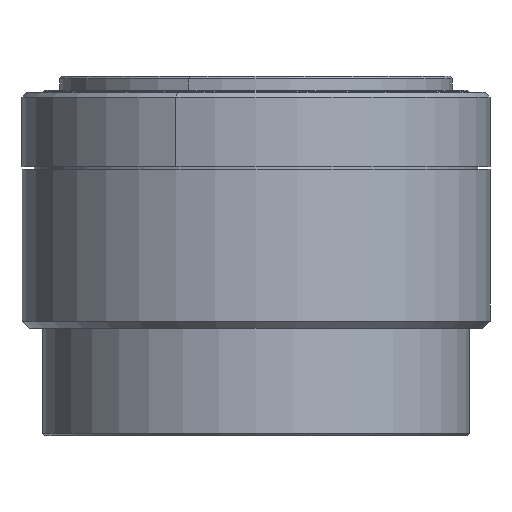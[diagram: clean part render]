
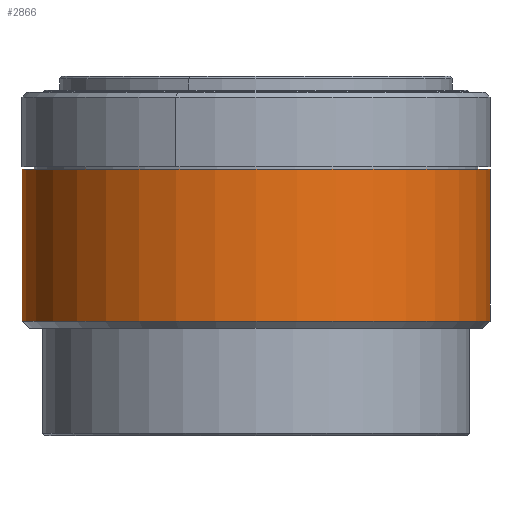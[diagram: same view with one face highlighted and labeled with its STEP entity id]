
A CAD part, front view. The second image highlights one B-rep face of the part: STEP entity #2866.
In plain terms, the highlighted cylindrical face has radius 50.05 mm (diameter 100.1 mm), a partial arc.
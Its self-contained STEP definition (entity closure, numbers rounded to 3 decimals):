
#130 = DIRECTION ( 'NONE',  ( 0., 0., 1. ) ) ;
#195 = DIRECTION ( 'NONE',  ( 0., 0., 1. ) ) ;
#205 = EDGE_CURVE ( 'NONE', #5154, #4735, #6739, .T. ) ;
#628 = AXIS2_PLACEMENT_3D ( 'NONE', #2296, #5573, #1708 ) ;
#692 = ORIENTED_EDGE ( 'NONE', *, *, #2512, .T. ) ;
#769 = CYLINDRICAL_SURFACE ( 'NONE', #4457, 50.05 ) ;
#783 = CIRCLE ( 'NONE', #2924, 50.05 ) ;
#1294 = FACE_OUTER_BOUND ( 'NONE', #3975, .T. ) ;
#1563 = VECTOR ( 'NONE', #3180, 1000. ) ;
#1708 = DIRECTION ( 'NONE',  ( 1., 0., 0. ) ) ;
#2165 = CARTESIAN_POINT ( 'NONE',  ( 50.05, 0., -23.5 ) ) ;
#2259 = DIRECTION ( 'NONE',  ( 0., 0., 1. ) ) ;
#2296 = CARTESIAN_POINT ( 'NONE',  ( 0., 0., 9. ) ) ;
#2342 = ORIENTED_EDGE ( 'NONE', *, *, #2685, .F. ) ;
#2512 = EDGE_CURVE ( 'NONE', #6960, #4735, #5994, .T. ) ;
#2685 = EDGE_CURVE ( 'NONE', #5309, #5154, #6231, .T. ) ;
#2866 = ADVANCED_FACE ( 'NONE', ( #1294 ), #769, .T. ) ;
#2924 = AXIS2_PLACEMENT_3D ( 'NONE', #3470, #130, #4025 ) ;
#3180 = DIRECTION ( 'NONE',  ( 0., 0., 1. ) ) ;
#3268 = CARTESIAN_POINT ( 'NONE',  ( -50.05, 0., 9. ) ) ;
#3427 = CARTESIAN_POINT ( 'NONE',  ( -50.05, 0., -23.5 ) ) ;
#3470 = CARTESIAN_POINT ( 'NONE',  ( 0., 0., -23.5 ) ) ;
#3975 = EDGE_LOOP ( 'NONE', ( #2342, #7104, #692, #4222 ) ) ;
#4025 = DIRECTION ( 'NONE',  ( 1., 0., 0. ) ) ;
#4074 = DIRECTION ( 'NONE',  ( 1., 0., 0. ) ) ;
#4222 = ORIENTED_EDGE ( 'NONE', *, *, #205, .F. ) ;
#4457 = AXIS2_PLACEMENT_3D ( 'NONE', #5143, #195, #4074 ) ;
#4735 = VERTEX_POINT ( 'NONE', #5845 ) ;
#4770 = VECTOR ( 'NONE', #2259, 1000. ) ;
#5143 = CARTESIAN_POINT ( 'NONE',  ( 0., 0., -189.563 ) ) ;
#5154 = VERTEX_POINT ( 'NONE', #3268 ) ;
#5309 = VERTEX_POINT ( 'NONE', #3427 ) ;
#5338 = EDGE_CURVE ( 'NONE', #5309, #6960, #783, .T. ) ;
#5573 = DIRECTION ( 'NONE',  ( 0., 0., 1. ) ) ;
#5845 = CARTESIAN_POINT ( 'NONE',  ( 50.05, 0., 9. ) ) ;
#5994 = LINE ( 'NONE', #7007, #1563 ) ;
#6231 = LINE ( 'NONE', #6597, #4770 ) ;
#6597 = CARTESIAN_POINT ( 'NONE',  ( -50.05, 0., -189.563 ) ) ;
#6739 = CIRCLE ( 'NONE', #628, 50.05 ) ;
#6960 = VERTEX_POINT ( 'NONE', #2165 ) ;
#7007 = CARTESIAN_POINT ( 'NONE',  ( 50.05, 0., -189.563 ) ) ;
#7104 = ORIENTED_EDGE ( 'NONE', *, *, #5338, .T. ) ;
